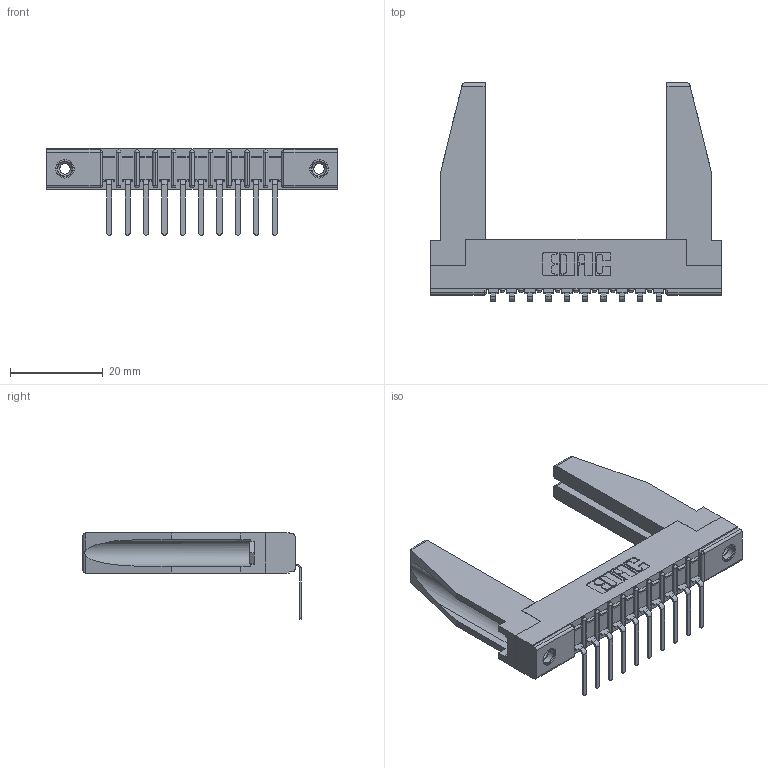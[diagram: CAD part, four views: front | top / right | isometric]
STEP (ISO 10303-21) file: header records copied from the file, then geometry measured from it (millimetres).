
FILE_DESCRIPTION (( 'STEP AP203' ), '1' );
FILE_NAME ('357-010-557-178.STEP', '2019-09-16T18:43:02', ( '' ), ( '' ), 'SwSTEP 2.0', 'SolidWorks 2016', '' );
FILE_SCHEMA (( 'CONFIG_CONTROL_DESIGN' ));
Length unit declared in the file: inch
Products named in the file (5): 307-290-002_557; 357-010-557-178; 307 Part_.156 Dia Mounting Holes; 345-250-001_345-250-001-102; 307-220-078
Assembly tree (15 placements, depth 2):
  357-010-557-178
    307 Part_.156 Dia Mounting Holes
    307-290-002_557  x10
    307-220-078  x2
    345-250-001_345-250-001-102  x2
Bounding box: 62.64 x 47.03 x 18.67 mm (x, y, z)
Volume: 8149.2 mm3; surface area: 10877.2 mm2
Topology: 15 solids, 15 shells, 1039 faces, 3093 edges, 2022 vertices
Faces by surface type: plane 624, cylinder 377, sphere 22, cone 12, torus 4
Entity records: 15811 total; most frequent: CARTESIAN_POINT 2662, ORIENTED_EDGE 2608, DIRECTION 2558, EDGE_CURVE 1304, LINE 986, VECTOR 986, VERTEX_POINT 848, AXIS2_PLACEMENT_3D 786
